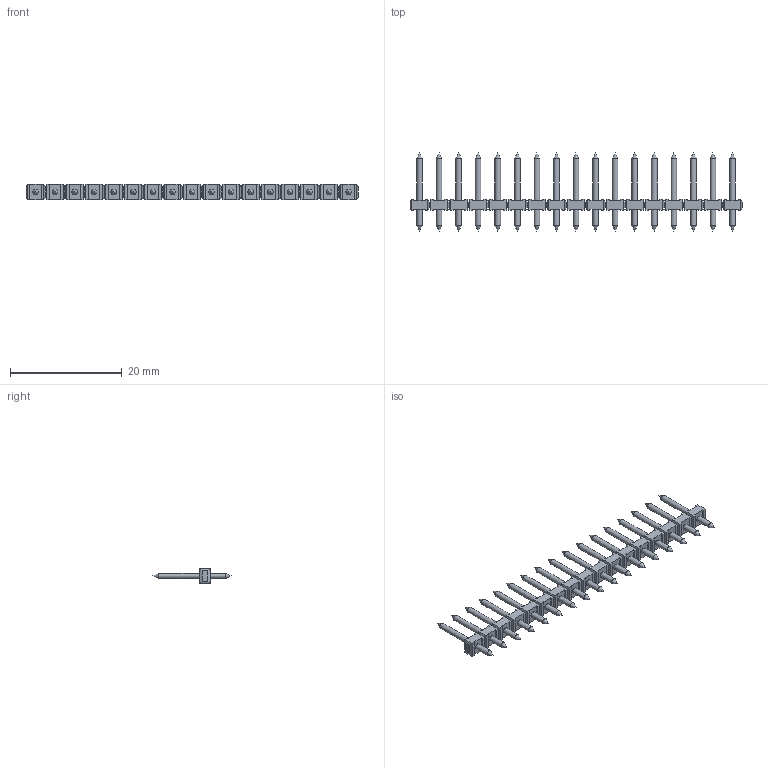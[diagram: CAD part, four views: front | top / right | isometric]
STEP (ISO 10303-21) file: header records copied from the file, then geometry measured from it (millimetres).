
FILE_DESCRIPTION( ( 'STEP AP214' ), '1' );
FILE_NAME( ' ', ' ', ( ' ' ), ( ' ' ), 'PSStep 11.0', 'VISI 17.0', ' ' );
FILE_SCHEMA( ( 'AUTOMOTIVE_DESIGN { 1 0 10303 214 1 1 1 1 }' ) );
Length unit declared in the file: millimetre
Products named in the file (1): 1
Bounding box: 59.4 x 14 x 2.8 mm (x, y, z)
Volume: 422.2 mm3; surface area: 1240.6 mm2
Topology: 1 solids, 1 shells, 474 faces, 1152 edges, 680 vertices
Faces by surface type: plane 406, cylinder 34, cone 34
Full cylindrical faces by diameter (mm): 1 x34
Entity records: 16285 total; most frequent: CARTESIAN_POINT 2137, DIRECTION 2034, ORIENTED_EDGE 2032, EDGE_CURVE 1016, LINE 948, VECTOR 948, VERTEX_POINT 646, AXIS2_PLACEMENT_3D 543
